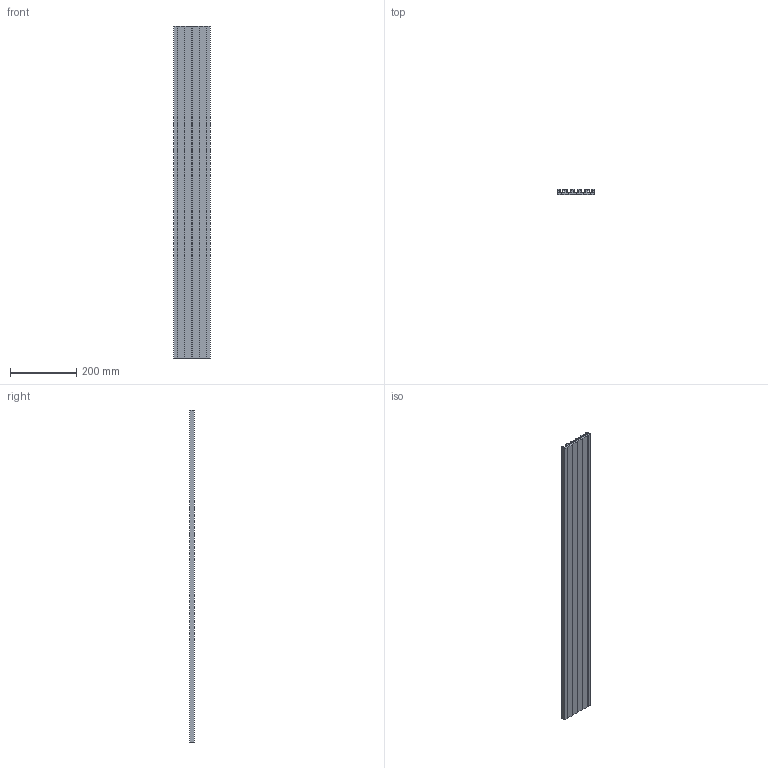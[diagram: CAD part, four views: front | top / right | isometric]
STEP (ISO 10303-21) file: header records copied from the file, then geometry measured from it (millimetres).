
FILE_DESCRIPTION (( 'STEP AP214' ), '1' );
FILE_NAME ('TM1X Ïðîôèëü äëÿ ñòîëà ñðåäíèé 14x110 Ïàç 8.STEP', '2019-10-31T08:49:53', ( 'Windows User' ), ( '' ), 'SwSTEP 2.0', 'SolidWorks 2019', '' );
FILE_SCHEMA (( 'AUTOMOTIVE_DESIGN' ));
Length unit declared in the file: millimetre
Products named in the file (1): TM1X Ïðîôèëü äëÿ ñòîëà ñðåäíèé 14x110 Ïàç 8
Bounding box: 109.9 x 14 x 1000 mm (x, y, z)
Volume: 942378.1 mm3; surface area: 411453.9 mm2
Topology: 1 solids, 1 shells, 160 faces, 474 edges, 316 vertices
Faces by surface type: plane 106, cylinder 54
Entity records: 5380 total; most frequent: CARTESIAN_POINT 951, ORIENTED_EDGE 948, DIRECTION 904, EDGE_CURVE 474, VECTOR 366, LINE 366, VERTEX_POINT 316, AXIS2_PLACEMENT_3D 269
